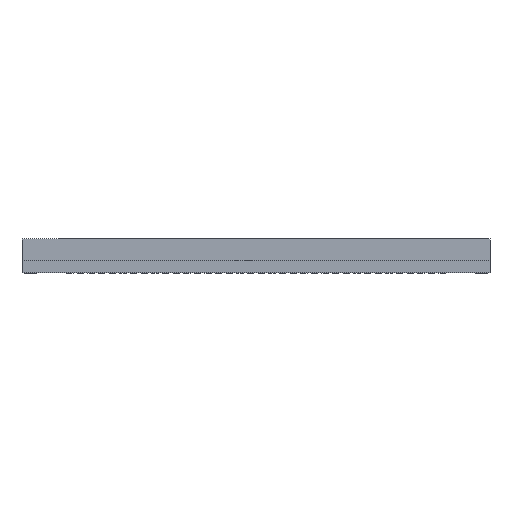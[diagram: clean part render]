
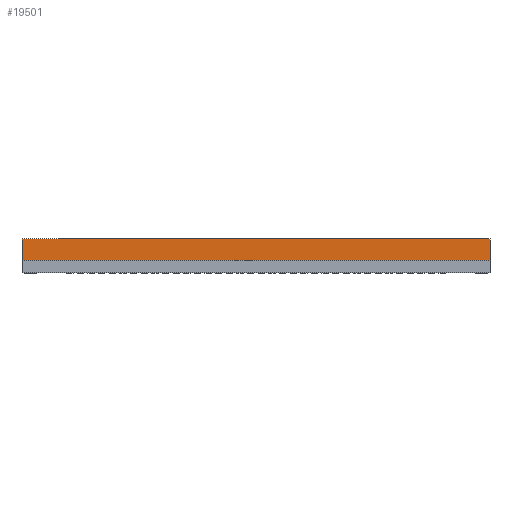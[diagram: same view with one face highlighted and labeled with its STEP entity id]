
A CAD part, front view. The second image highlights one B-rep face of the part: STEP entity #19501.
In plain terms, the highlighted planar face has unit normal (0, -1, 0).
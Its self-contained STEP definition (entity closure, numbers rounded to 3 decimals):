
#539 = EDGE_CURVE ( 'NONE', #42508, #34493, #28882, .T. ) ;
#3167 = ORIENTED_EDGE ( 'NONE', *, *, #10412, .F. ) ;
#3702 = VERTEX_POINT ( 'NONE', #16332 ) ;
#5990 = CARTESIAN_POINT ( 'NONE',  ( 11., -11., 0.9 ) ) ;
#6916 = CARTESIAN_POINT ( 'NONE',  ( -11., -11., -0.1 ) ) ;
#7692 = DIRECTION ( 'NONE',  ( -1., 0., 0. ) ) ;
#8491 = DIRECTION ( 'NONE',  ( 0., 0., -1. ) ) ;
#9397 = FACE_OUTER_BOUND ( 'NONE', #32831, .T. ) ;
#10412 = EDGE_CURVE ( 'NONE', #3702, #32336, #37714, .T. ) ;
#10515 = AXIS2_PLACEMENT_3D ( 'NONE', #5990, #25849, #8491 ) ;
#10620 = VECTOR ( 'NONE', #32894, 1000. ) ;
#10847 = ORIENTED_EDGE ( 'NONE', *, *, #14544, .F. ) ;
#11878 = CARTESIAN_POINT ( 'NONE',  ( 11., -11., 0.9 ) ) ;
#12379 = EDGE_CURVE ( 'NONE', #34493, #32336, #19075, .T. ) ;
#14544 = EDGE_CURVE ( 'NONE', #42508, #3702, #39413, .T. ) ;
#15097 = ORIENTED_EDGE ( 'NONE', *, *, #12379, .T. ) ;
#16332 = CARTESIAN_POINT ( 'NONE',  ( 11., -11., -0.1 ) ) ;
#18483 = DIRECTION ( 'NONE',  ( -1., 0., 0. ) ) ;
#19075 = LINE ( 'NONE', #36711, #10620 ) ;
#19501 = ADVANCED_FACE ( 'NONE', ( #9397 ), #36460, .T. ) ;
#20513 = CARTESIAN_POINT ( 'NONE',  ( 11., -11., -0.1 ) ) ;
#25642 = ORIENTED_EDGE ( 'NONE', *, *, #539, .T. ) ;
#25849 = DIRECTION ( 'NONE',  ( 0., -1., 0. ) ) ;
#28882 = LINE ( 'NONE', #42394, #31082 ) ;
#29925 = DIRECTION ( 'NONE',  ( 0., 0., -1. ) ) ;
#31082 = VECTOR ( 'NONE', #18483, 1000. ) ;
#31260 = VECTOR ( 'NONE', #7692, 1000. ) ;
#32336 = VERTEX_POINT ( 'NONE', #6916 ) ;
#32831 = EDGE_LOOP ( 'NONE', ( #25642, #15097, #3167, #10847 ) ) ;
#32894 = DIRECTION ( 'NONE',  ( 0., 0., -1. ) ) ;
#33787 = CARTESIAN_POINT ( 'NONE',  ( -11., -11., 0.9 ) ) ;
#34493 = VERTEX_POINT ( 'NONE', #33787 ) ;
#36460 = PLANE ( 'NONE',  #10515 ) ;
#36711 = CARTESIAN_POINT ( 'NONE',  ( -11., -11., 0.9 ) ) ;
#36896 = CARTESIAN_POINT ( 'NONE',  ( 11., -11., 0.9 ) ) ;
#37714 = LINE ( 'NONE', #20513, #31260 ) ;
#39413 = LINE ( 'NONE', #11878, #41305 ) ;
#41305 = VECTOR ( 'NONE', #29925, 1000. ) ;
#42394 = CARTESIAN_POINT ( 'NONE',  ( 11., -11., 0.9 ) ) ;
#42508 = VERTEX_POINT ( 'NONE', #36896 ) ;
